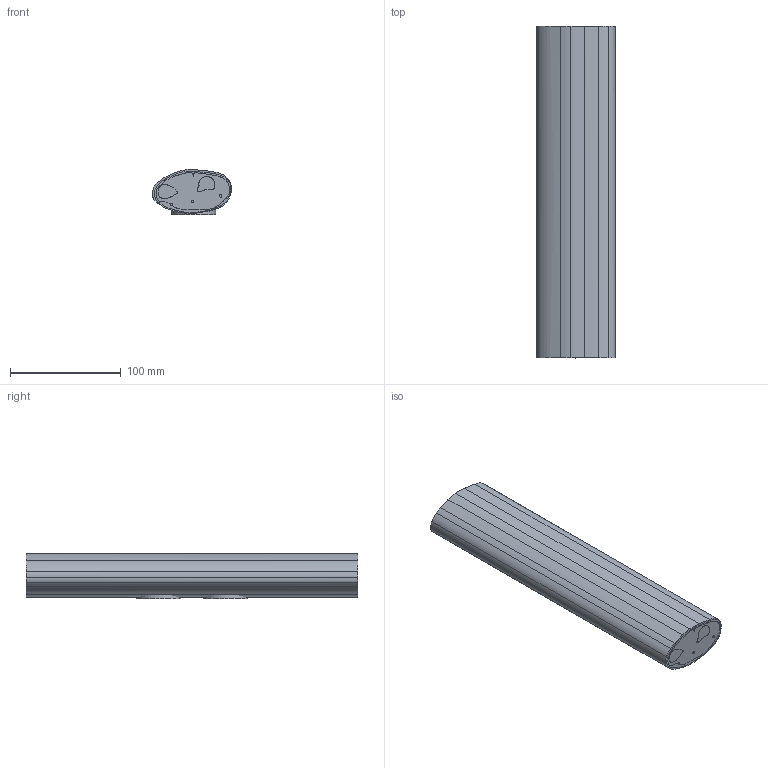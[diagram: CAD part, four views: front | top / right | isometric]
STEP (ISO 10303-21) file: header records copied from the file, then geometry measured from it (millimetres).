
FILE_DESCRIPTION(/* description */ (''),/* implementation_level */ '2;1');
FILE_NAME(/* name */ 'P9.step',/* time_stamp */ '2023-04-01T18:31:15+01:00',/* author */ (''),/* organization */ (''),/* preprocessor_version */ 'ST-DEVELOPER v19.2',/* originating_system */ 'Autodesk Translation Framework v11.17.0.187',/* authorisation */ '');
FILE_SCHEMA (('AUTOMOTIVE_DESIGN { 1 0 10303 214 3 1 1 }'));
Length unit declared in the file: millimetre
Products named in the file (1): P9
Bounding box: 71.29 x 300 x 40.85 mm (x, y, z)
Volume: 686579.1 mm3; surface area: 337692.5 mm2
Topology: 10 solids, 10 shells, 179 faces, 477 edges, 318 vertices
Faces by surface type: bspline 157, plane 20, cylinder 2
Full cylindrical faces by diameter (mm): 40 x2
Entity records: 6042 total; most frequent: CARTESIAN_POINT 3016, ORIENTED_EDGE 954, EDGE_CURVE 477, VERTEX_POINT 318, DIRECTION 241, EDGE_LOOP 191, FACE_OUTER_BOUND 179, ADVANCED_FACE 179
